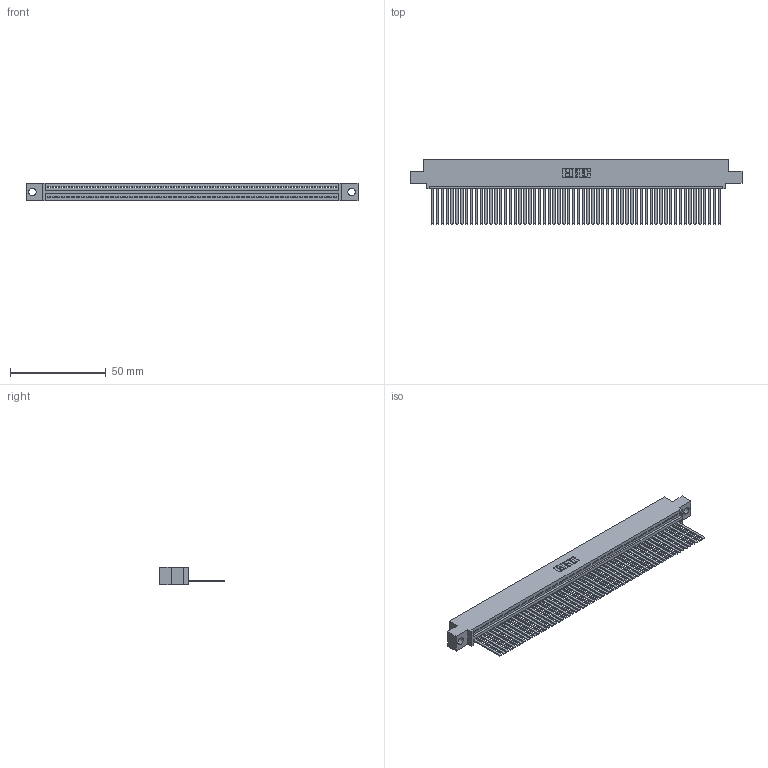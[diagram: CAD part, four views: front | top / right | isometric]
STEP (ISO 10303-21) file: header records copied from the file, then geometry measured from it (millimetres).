
FILE_DESCRIPTION (( 'STEP AP203' ), '1' );
FILE_NAME ('345-060-544-404.STEP', '2018-09-27T03:13:54', ( '' ), ( '' ), 'SwSTEP 2.0', 'SolidWorks 2016', '' );
FILE_SCHEMA (( 'CONFIG_CONTROL_DESIGN' ));
Length unit declared in the file: inch
Products named in the file (3): 345 Part_0.110 Offset - 0.156 Dia-TH; 345-292-001_345-293-144; 345-060-544-404
Assembly tree (61 placements, depth 2):
  345-060-544-404
    345 Part_0.110 Offset - 0.156 Dia-TH
    345-292-001_345-293-144  x60
Bounding box: 173.61 x 33.96 x 9.4 mm (x, y, z)
Volume: 17170.7 mm3; surface area: 25039.6 mm2
Topology: 61 solids, 61 shells, 3250 faces, 9833 edges, 6474 vertices
Faces by surface type: plane 2244, cylinder 1006
Entity records: 42685 total; most frequent: CARTESIAN_POINT 7400, ORIENTED_EDGE 7394, DIRECTION 6433, EDGE_CURVE 3697, LINE 3329, VECTOR 3329, VERTEX_POINT 2462, AXIS2_PLACEMENT_3D 1552
